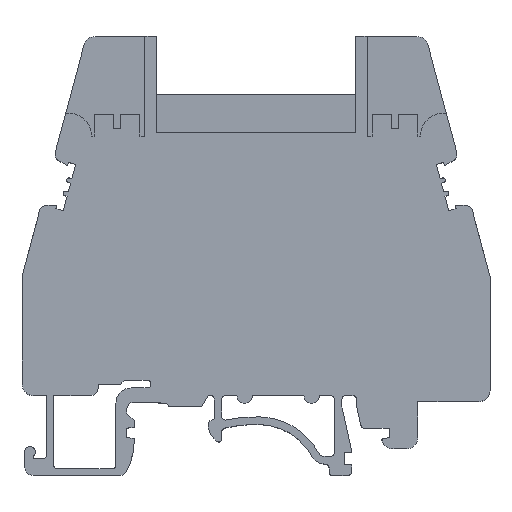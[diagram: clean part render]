
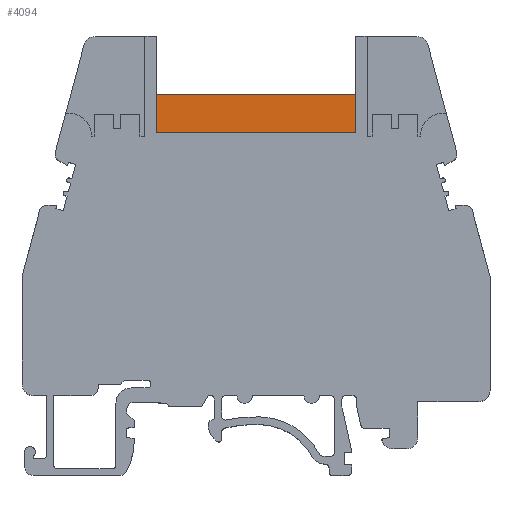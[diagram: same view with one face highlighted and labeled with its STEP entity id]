
A CAD part, top view. The second image highlights one B-rep face of the part: STEP entity #4094.
In plain terms, the highlighted planar face has unit normal (0, 0, 1).
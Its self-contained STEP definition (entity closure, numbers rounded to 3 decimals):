
#941=DIRECTION('',(-1.,0.,0.));
#942=VECTOR('',#941,26.2);
#943=CARTESIAN_POINT('',(13.1,21.25,-2.6));
#944=LINE('',#943,#942);
#949=DIRECTION('',(0.,1.,0.));
#950=VECTOR('',#949,5.);
#951=CARTESIAN_POINT('',(13.1,16.25,-2.6));
#952=LINE('',#951,#950);
#953=DIRECTION('',(1.,0.,0.));
#954=VECTOR('',#953,26.2);
#955=CARTESIAN_POINT('',(-13.1,16.25,-2.6));
#956=LINE('',#955,#954);
#957=DIRECTION('',(0.,-1.,0.));
#958=VECTOR('',#957,5.);
#959=CARTESIAN_POINT('',(-13.1,21.25,-2.6));
#960=LINE('',#959,#958);
#2892=CARTESIAN_POINT('',(-13.1,16.25,-2.6));
#2893=CARTESIAN_POINT('',(13.1,16.25,-2.6));
#2894=VERTEX_POINT('',#2892);
#2895=VERTEX_POINT('',#2893);
#2900=CARTESIAN_POINT('',(13.1,21.25,-2.6));
#2901=CARTESIAN_POINT('',(-13.1,21.25,-2.6));
#2902=VERTEX_POINT('',#2900);
#2903=VERTEX_POINT('',#2901);
#4081=CARTESIAN_POINT('',(0.,0.,-2.6));
#4082=DIRECTION('',(0.,0.,1.));
#4083=DIRECTION('',(1.,0.,0.));
#4084=AXIS2_PLACEMENT_3D('',#4081,#4082,#4083);
#4085=PLANE('',#4084);
#4086=ORIENTED_EDGE('',*,*,#4072,.F.);
#4088=ORIENTED_EDGE('',*,*,#4087,.F.);
#4090=ORIENTED_EDGE('',*,*,#4089,.F.);
#4091=ORIENTED_EDGE('',*,*,#4056,.F.);
#4092=EDGE_LOOP('',(#4086,#4088,#4090,#4091));
#4093=FACE_OUTER_BOUND('',#4092,.F.);
#4056=EDGE_CURVE('',#2903,#2894,#960,.T.);
#4072=EDGE_CURVE('',#2902,#2903,#944,.T.);
#4087=EDGE_CURVE('',#2895,#2902,#952,.T.);
#4089=EDGE_CURVE('',#2894,#2895,#956,.T.);
#4094=ADVANCED_FACE('',(#4093),#4085,.T.);
